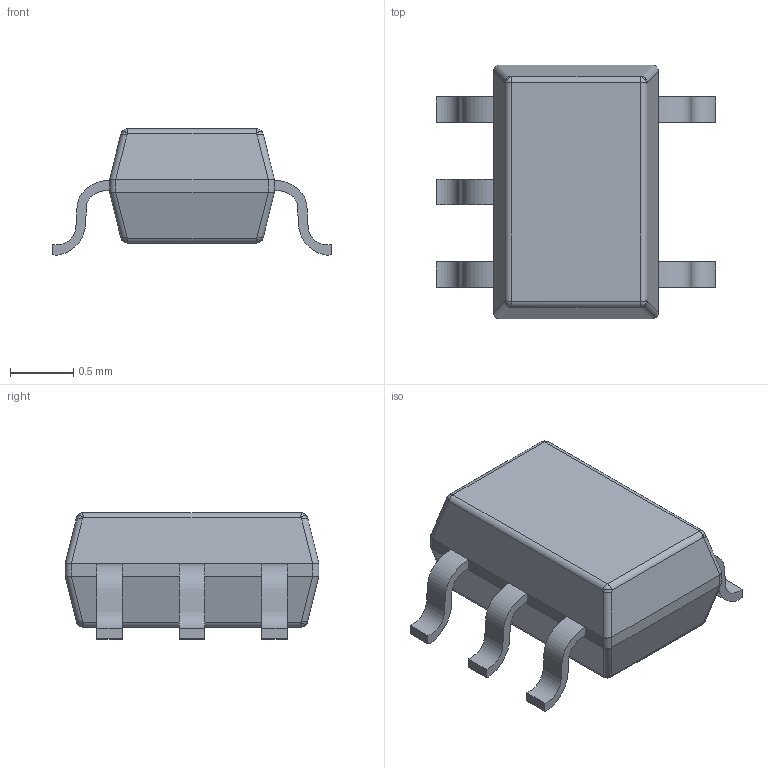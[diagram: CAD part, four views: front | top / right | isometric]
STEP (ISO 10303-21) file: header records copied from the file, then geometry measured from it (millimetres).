
FILE_DESCRIPTION(('for SolidWorks'),'2;1');
FILE_NAME('sot353.step','2016-08-24T13:41:49',( 'Serg'),(''),'Open CASCADE STEP processor 6.6','DipTrace','Unknown' );
FILE_SCHEMA(('AUTOMOTIVE_DESIGN { 1 0 10303 214 1 1 1 1 }'));
Length unit declared in the file: millimetre
Products named in the file (3): ASSEMBLY; sot353; sot353_001
Assembly tree (2 placements, depth 2):
  ASSEMBLY
    sot353
    sot353_001
Bounding box: 2.2 x 2 x 1 mm (x, y, z)
Volume: 2.1 mm3; surface area: 12 mm2
Topology: 6 solids, 6 shells, 80 faces, 188 edges, 112 vertices
Faces by surface type: bspline 36, plane 24, cylinder 20
Entity records: 2962 total; most frequent: CARTESIAN_POINT 1419, ORIENTED_EDGE 360, DIRECTION 190, EDGE_CURVE 180, VERTEX_POINT 112, B_SPLINE_CURVE_WITH_KNOTS 96, ADVANCED_FACE 80, FACE_BOUND 80
